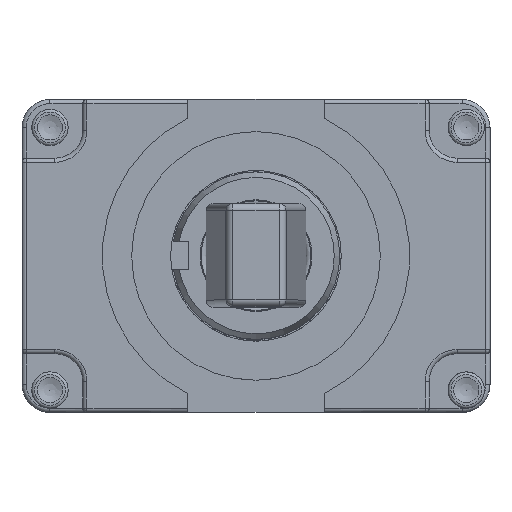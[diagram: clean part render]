
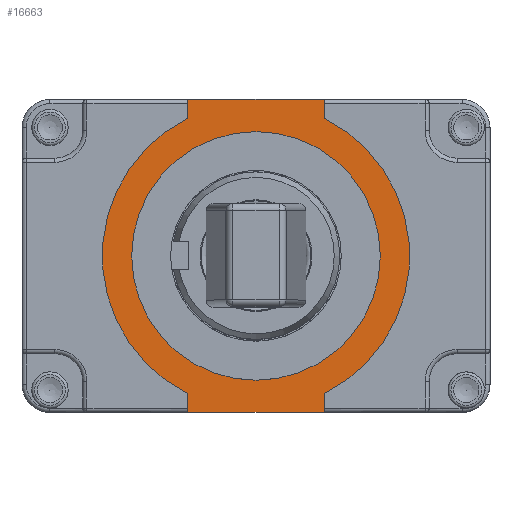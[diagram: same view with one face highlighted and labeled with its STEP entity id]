
A CAD part, top view. The second image highlights one B-rep face of the part: STEP entity #16663.
In plain terms, the highlighted planar face has unit normal (0, 0, 1).
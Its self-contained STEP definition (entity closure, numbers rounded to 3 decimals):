
#1299=LINE('',#26170,#2665);
#1319=LINE('',#26256,#2685);
#1358=LINE('',#26496,#2724);
#1360=LINE('',#26504,#2726);
#1363=LINE('',#26509,#2729);
#1365=LINE('',#26515,#2731);
#2665=VECTOR('',#20816,10.);
#2685=VECTOR('',#20908,10.);
#2724=VECTOR('',#21187,10.);
#2726=VECTOR('',#21197,10.);
#2729=VECTOR('',#21202,10.);
#2731=VECTOR('',#21210,10.);
#3680=FACE_BOUND('',#5174,.T.);
#4080=FACE_OUTER_BOUND('',#5173,.T.);
#5173=EDGE_LOOP('',(#12410,#12411,#12412,#12413,#12414,#12415,#12416,#12417));
#5174=EDGE_LOOP('',(#12418));
#6206=CIRCLE('',#18110,8.9);
#6207=CIRCLE('',#18114,11.);
#6209=CIRCLE('',#18119,11.);
#7129=VERTEX_POINT('',#26167);
#7130=VERTEX_POINT('',#26169);
#7159=VERTEX_POINT('',#26253);
#7160=VERTEX_POINT('',#26255);
#7225=VERTEX_POINT('',#26487);
#7227=VERTEX_POINT('',#26494);
#7228=VERTEX_POINT('',#26498);
#7230=VERTEX_POINT('',#26507);
#7231=VERTEX_POINT('',#26511);
#8924=EDGE_CURVE('',#7129,#7130,#1299,.T.);
#8966=EDGE_CURVE('',#7159,#7160,#1319,.T.);
#9074=EDGE_CURVE('',#7225,#7225,#6206,.T.);
#9077=EDGE_CURVE('',#7129,#7227,#1358,.T.);
#9078=EDGE_CURVE('',#7227,#7228,#6207,.T.);
#9081=EDGE_CURVE('',#7228,#7160,#1360,.T.);
#9084=EDGE_CURVE('',#7159,#7230,#1363,.T.);
#9085=EDGE_CURVE('',#7230,#7231,#6209,.T.);
#9087=EDGE_CURVE('',#7231,#7130,#1365,.T.);
#12410=ORIENTED_EDGE('',*,*,#8966,.F.);
#12411=ORIENTED_EDGE('',*,*,#9084,.T.);
#12412=ORIENTED_EDGE('',*,*,#9085,.T.);
#12413=ORIENTED_EDGE('',*,*,#9087,.T.);
#12414=ORIENTED_EDGE('',*,*,#8924,.F.);
#12415=ORIENTED_EDGE('',*,*,#9077,.T.);
#12416=ORIENTED_EDGE('',*,*,#9078,.T.);
#12417=ORIENTED_EDGE('',*,*,#9081,.T.);
#12418=ORIENTED_EDGE('',*,*,#9074,.T.);
#15990=PLANE('',#18121);
#16663=ADVANCED_FACE('',(#4080,#3680),#15990,.T.);
#18110=AXIS2_PLACEMENT_3D('',#26489,#21179,#21180);
#18114=AXIS2_PLACEMENT_3D('',#26499,#21190,#21191);
#18119=AXIS2_PLACEMENT_3D('',#26512,#21205,#21206);
#18121=AXIS2_PLACEMENT_3D('',#26516,#21211,#21212);
#20816=DIRECTION('',(-1.,0.,0.));
#20908=DIRECTION('',(1.,0.,0.));
#21179=DIRECTION('center_axis',(0.,0.,
-1.));
#21180=DIRECTION('ref_axis',(1.,0.,0.));
#21187=DIRECTION('',(0.,1.,0.));
#21190=DIRECTION('center_axis',(0.,0.,
1.));
#21191=DIRECTION('ref_axis',(-0.445,0.895,0.));
#21197=DIRECTION('',(0.,1.,0.));
#21202=DIRECTION('',(0.,-1.,0.));
#21205=DIRECTION('center_axis',(0.,0.,
1.));
#21206=DIRECTION('ref_axis',(0.445,-0.895,0.));
#21210=DIRECTION('',(0.,-1.,0.));
#21211=DIRECTION('center_axis',(0.,0.,
1.));
#21212=DIRECTION('ref_axis',(-1.,0.,0.));
#26167=CARTESIAN_POINT('',(4.9,-11.183,1.8));
#26169=CARTESIAN_POINT('',(-4.9,-11.183,1.8));
#26170=CARTESIAN_POINT('',(7.375,-11.183,1.8));
#26253=CARTESIAN_POINT('',(-4.9,11.183,1.8));
#26255=CARTESIAN_POINT('',(4.9,11.183,1.8));
#26256=CARTESIAN_POINT('',(-7.375,11.183,1.8));
#26487=CARTESIAN_POINT('',(-8.9,0.,1.8));
#26489=CARTESIAN_POINT('Origin',(0.,0.,
1.8));
#26494=CARTESIAN_POINT('',(4.9,-9.848,1.8));
#26496=CARTESIAN_POINT('',(4.9,-9.848,1.8));
#26498=CARTESIAN_POINT('',(4.9,9.848,1.8));
#26499=CARTESIAN_POINT('Origin',(0.,0.,
1.8));
#26504=CARTESIAN_POINT('',(4.9,11.2,1.8));
#26507=CARTESIAN_POINT('',(-4.9,9.848,1.8));
#26509=CARTESIAN_POINT('',(-4.9,9.848,1.8));
#26511=CARTESIAN_POINT('',(-4.9,-9.848,1.8));
#26512=CARTESIAN_POINT('Origin',(0.,0.,
1.8));
#26515=CARTESIAN_POINT('',(-4.9,-11.2,1.8));
#26516=CARTESIAN_POINT('Origin',(0.,0.,
1.8));
